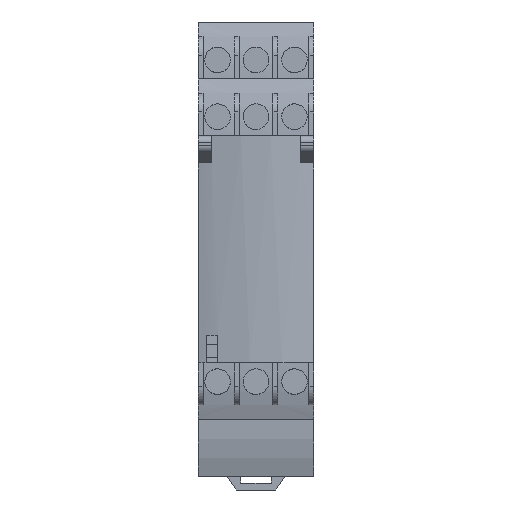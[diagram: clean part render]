
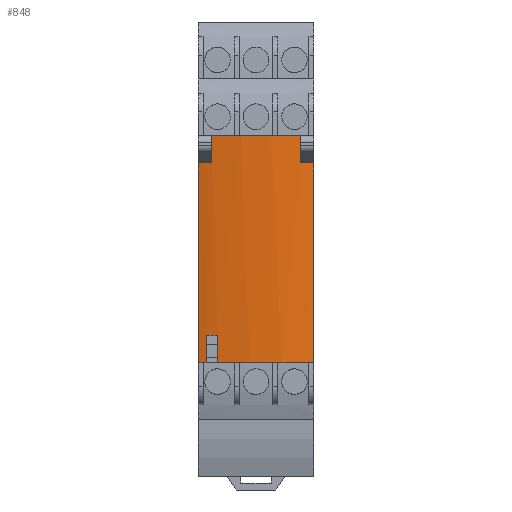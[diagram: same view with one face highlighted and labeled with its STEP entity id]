
A CAD part, front view. The second image highlights one B-rep face of the part: STEP entity #848.
In plain terms, the highlighted cylindrical face has radius 47.315 mm (diameter 94.63 mm), a partial arc.
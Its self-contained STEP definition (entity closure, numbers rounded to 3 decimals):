
#848=ADVANCED_FACE('FACE273',(#1716),#1717,.T.);
#1716=FACE_OUTER_BOUND('',#2577,.T.);
#1717=CYLINDRICAL_SURFACE('',#2578,47.315);
#2577=EDGE_LOOP('',(#5114,#5115,#5116,#5117,#5118,#5119,#5120,#5121,#5122,#5123,#5124,#5125));
#2578=AXIS2_PLACEMENT_3D('',#5126,#5127,#5128);
#5114=ORIENTED_EDGE('',*,*,#6142,.T.);
#5115=ORIENTED_EDGE('',*,*,#6128,.T.);
#5116=ORIENTED_EDGE('',*,*,#6122,.F.);
#5117=ORIENTED_EDGE('',*,*,#6118,.T.);
#5118=ORIENTED_EDGE('',*,*,#6114,.T.);
#5119=ORIENTED_EDGE('',*,*,#6112,.F.);
#5120=ORIENTED_EDGE('',*,*,#6106,.T.);
#5121=ORIENTED_EDGE('',*,*,#6102,.T.);
#5122=ORIENTED_EDGE('',*,*,#6099,.T.);
#5123=ORIENTED_EDGE('',*,*,#6094,.T.);
#5124=ORIENTED_EDGE('',*,*,#6088,.T.);
#5125=ORIENTED_EDGE('',*,*,#6139,.T.);
#5126=CARTESIAN_POINT('',(0.,-32.685,22.475));
#5127=DIRECTION('',(0.,0.,1.0));
#5128=DIRECTION('',(-0.241,-0.97,0.));
#6088=EDGE_CURVE('EDGE689',#7551,#7552,#7553,.T.);
#6094=EDGE_CURVE('EDGE694',#7561,#7551,#7562,.T.);
#6099=EDGE_CURVE('EDGE698',#7569,#7561,#7570,.T.);
#6102=EDGE_CURVE('EDGE700',#7573,#7569,#7574,.T.);
#6106=EDGE_CURVE('EDGE703',#7579,#7573,#7580,.T.);
#6112=EDGE_CURVE('EDGE708',#7579,#7585,#7589,.T.);
#6114=EDGE_CURVE('EDGE709',#7591,#7585,#7592,.T.);
#6118=EDGE_CURVE('EDGE712',#7597,#7591,#7598,.T.);
#6122=EDGE_CURVE('EDGE715',#7597,#7603,#7604,.T.);
#6128=EDGE_CURVE('EDGE720',#7609,#7603,#7613,.T.);
#6139=EDGE_CURVE('EDGE727',#7552,#7627,#7628,.T.);
#6142=EDGE_CURVE('EDGE729',#7627,#7609,#7631,.T.);
#7551=VERTEX_POINT('VERTEX459',#9944);
#7552=VERTEX_POINT('VERTEX460',#9945);
#7553=LINE('',#9946,#9947);
#7561=VERTEX_POINT('VERTEX463',#9959);
#7562=CIRCLE('',#9960,47.315);
#7569=VERTEX_POINT('VERTEX466',#9970);
#7570=LINE('',#9971,#9972);
#7573=VERTEX_POINT('VERTEX467',#9976);
#7574=CIRCLE('',#9977,47.315);
#7579=VERTEX_POINT('VERTEX469',#9984);
#7580=LINE('',#9985,#9986);
#7585=VERTEX_POINT('VERTEX471',#9993);
#7589=CIRCLE('',#9999,47.315);
#7591=VERTEX_POINT('VERTEX473',#10001);
#7592=LINE('',#10002,#10003);
#7597=VERTEX_POINT('VERTEX475',#10010);
#7598=CIRCLE('',#10011,47.315);
#7603=VERTEX_POINT('VERTEX477',#10018);
#7604=LINE('',#10019,#10020);
#7609=VERTEX_POINT('VERTEX479',#10027);
#7613=CIRCLE('',#10033,47.315);
#7627=VERTEX_POINT('VERTEX484',#10051);
#7628=CIRCLE('',#10052,47.315);
#7631=LINE('',#10056,#10057);
#9944=CARTESIAN_POINT('',(-9.891,-78.955,-22.475));
#9945=CARTESIAN_POINT('',(-9.891,-78.955,-17.075));
#9946=CARTESIAN_POINT('',(-9.891,-78.955,22.475));
#9947=VECTOR('',#10934,25.4);
#9959=CARTESIAN_POINT('',(-11.425,-78.6,-22.475));
#9960=AXIS2_PLACEMENT_3D('',#10939,#10940,#10941);
#9970=CARTESIAN_POINT('',(-11.425,-78.6,17.075));
#9971=CARTESIAN_POINT('',(-11.425,-78.6,22.475));
#9972=VECTOR('',#10945,25.4);
#9976=CARTESIAN_POINT('',(-8.725,-79.189,17.075));
#9977=AXIS2_PLACEMENT_3D('',#10947,#10948,#10949);
#9984=CARTESIAN_POINT('',(-8.725,-79.189,22.475));
#9985=CARTESIAN_POINT('',(-8.725,-79.189,22.475));
#9986=VECTOR('',#10952,25.4);
#9993=CARTESIAN_POINT('',(8.725,-79.189,22.475));
#9999=AXIS2_PLACEMENT_3D('',#10957,#10958,#10959);
#10001=CARTESIAN_POINT('',(8.725,-79.189,17.075));
#10002=CARTESIAN_POINT('',(8.725,-79.189,22.475));
#10003=VECTOR('',#10960,25.4);
#10010=CARTESIAN_POINT('',(11.425,-78.6,17.075));
#10011=AXIS2_PLACEMENT_3D('',#10963,#10964,#10965);
#10018=CARTESIAN_POINT('',(11.425,-78.6,-22.475));
#10019=CARTESIAN_POINT('',(11.425,-78.6,22.475));
#10020=VECTOR('',#10968,25.4);
#10027=CARTESIAN_POINT('',(-7.591,-79.387,-22.475));
#10033=AXIS2_PLACEMENT_3D('',#10973,#10974,#10975);
#10051=CARTESIAN_POINT('',(-7.591,-79.387,-17.075));
#10052=AXIS2_PLACEMENT_3D('',#10986,#10987,#10988);
#10056=CARTESIAN_POINT('',(-7.591,-79.387,22.475));
#10057=VECTOR('',#10990,25.4);
#10934=DIRECTION('',(0.0,0.,1.0));
#10939=CARTESIAN_POINT('',(0.,-32.685,-22.475));
#10940=DIRECTION('',(0.,0.,1.0));
#10941=DIRECTION('',(-0.241,-0.97,0.));
#10945=DIRECTION('',(0.0,0.,-1.0));
#10947=CARTESIAN_POINT('',(0.,-32.685,17.075));
#10948=DIRECTION('',(0.,0.,-1.0));
#10949=DIRECTION('',(-0.241,-0.97,0.));
#10952=DIRECTION('',(0.0,0.,-1.0));
#10957=CARTESIAN_POINT('',(0.,-32.685,22.475));
#10958=DIRECTION('',(0.,0.,1.0));
#10959=DIRECTION('',(-0.241,-0.97,0.));
#10960=DIRECTION('',(0.0,0.,1.0));
#10963=CARTESIAN_POINT('',(0.,-32.685,17.075));
#10964=DIRECTION('',(0.,0.,-1.0));
#10965=DIRECTION('',(-0.241,-0.97,0.));
#10968=DIRECTION('',(0.0,0.,-1.0));
#10973=CARTESIAN_POINT('',(0.,-32.685,-22.475));
#10974=DIRECTION('',(0.,0.,1.0));
#10975=DIRECTION('',(-0.241,-0.97,0.));
#10986=CARTESIAN_POINT('',(0.,-32.685,-17.075));
#10987=DIRECTION('',(0.,0.,1.0));
#10988=DIRECTION('',(-0.241,-0.97,0.));
#10990=DIRECTION('',(0.0,0.,-1.0));
